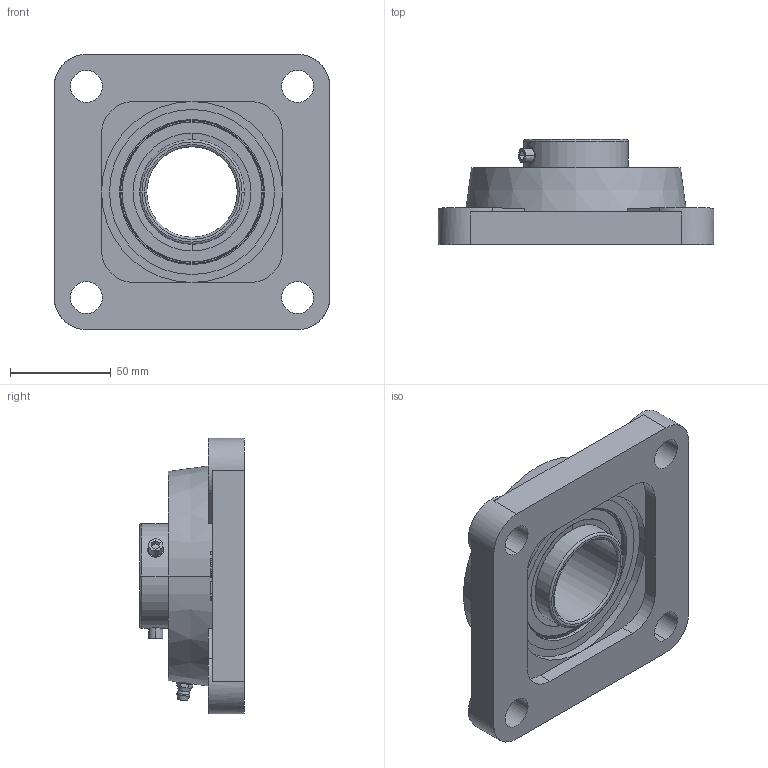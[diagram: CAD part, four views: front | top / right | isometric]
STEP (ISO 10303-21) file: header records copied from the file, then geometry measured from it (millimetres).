
FILE_DESCRIPTION((''),'2;1');
FILE_NAME('UCF209_ASM','2017-03-08T',('giuseppe.caruso'),(''),'CREO PARAMETRIC BY PTC INC, 2014500','CREO PARAMETRIC BY PTC INC, 2014500','');
FILE_SCHEMA(('CONFIG_CONTROL_DESIGN'));
Length unit declared in the file: millimetre
Products named in the file (5): F209; UC209; GRANOM8X1; M6X1; UCF209_ASM
Assembly tree (5 placements, depth 2):
  UCF209_ASM
    F209
    UC209
    GRANOM8X1  x2
    M6X1
Bounding box: 137 x 52.2 x 137 mm (x, y, z)
Volume: 319000.5 mm3; surface area: 106738.4 mm2
Topology: 18 solids, 22 shells, 884 faces, 2383 edges, 1554 vertices
Faces by surface type: plane 674, cylinder 106, sphere 40, cone 30, bspline 18, torus 16
Entity records: 28250 total; most frequent: CARTESIAN_POINT 6237, ORIENTED_EDGE 4618, DIRECTION 4325, EDGE_CURVE 2319, VECTOR 1803, LINE 1803, VERTEX_POINT 1536, AXIS2_PLACEMENT_3D 1261
